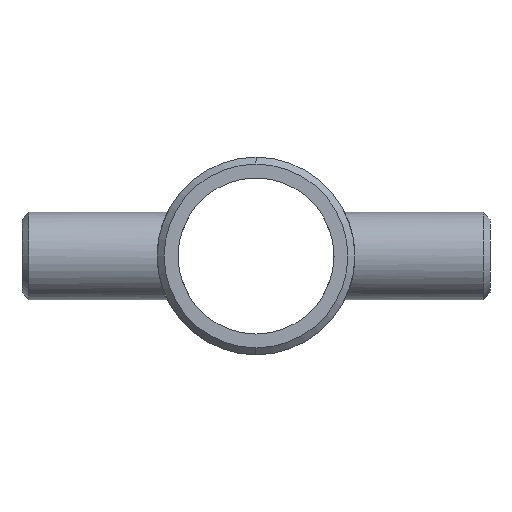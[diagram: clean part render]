
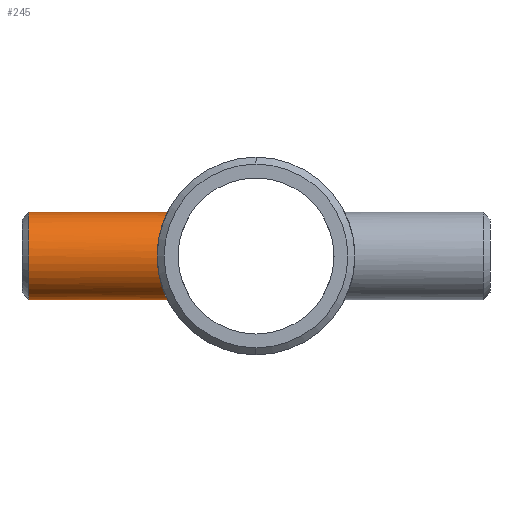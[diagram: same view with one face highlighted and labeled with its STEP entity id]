
A CAD part, left-side view. The second image highlights one B-rep face of the part: STEP entity #245.
In plain terms, the highlighted cylindrical face has radius 10.668 mm (diameter 21.336 mm), a partial arc.
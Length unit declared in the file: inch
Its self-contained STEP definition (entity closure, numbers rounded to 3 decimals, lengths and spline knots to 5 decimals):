
#2 = CARTESIAN_POINT ( 'NONE',  ( -0.21071, 0.8777, 0.36358 ) ) ;
#12 = CARTESIAN_POINT ( 'NONE',  ( 0., 2.18333, 0.42 ) ) ;
#70 = CARTESIAN_POINT ( 'NONE',  ( 0., 0.85212, 0.42 ) ) ;
#74 = CARTESIAN_POINT ( 'NONE',  ( -0.13633, 0.86285, -0.3975 ) ) ;
#84 = CARTESIAN_POINT ( 'NONE',  ( -0.3769, 0.9317, -0.18733 ) ) ;
#88 = CARTESIAN_POINT ( 'NONE',  ( -0.17431, 0.86967, 0.38237 ) ) ;
#99 = FACE_OUTER_BOUND ( 'NONE', #1058, .T. ) ;
#128 = VERTEX_POINT ( 'NONE', #70 ) ;
#129 = LINE ( 'NONE', #656, #771 ) ;
#140 = AXIS2_PLACEMENT_3D ( 'NONE', #1053, #644, #1030 ) ;
#154 = CARTESIAN_POINT ( 'NONE',  ( -0.40561, 0.94372, 0.10986 ) ) ;
#160 = CARTESIAN_POINT ( 'NONE',  ( -0.02815, 0.85212, -0.42 ) ) ;
#166 = CARTESIAN_POINT ( 'NONE',  ( -0.41446, 0.94756, 0.06936 ) ) ;
#170 = CARTESIAN_POINT ( 'NONE',  ( -0.33288, 0.91479, -0.25647 ) ) ;
#176 = VECTOR ( 'NONE', #437, 39.37008 ) ;
#177 = CARTESIAN_POINT ( 'NONE',  ( -0.11028, 0.85879, 0.40623 ) ) ;
#178 = EDGE_CURVE ( 'NONE', #535, #241, #290, .T. ) ;
#184 = CARTESIAN_POINT ( 'NONE',  ( 0., 2.18333, -0.42 ) ) ;
#240 = CARTESIAN_POINT ( 'NONE',  ( -0.40902, 0.94519, -0.09641 ) ) ;
#241 = VERTEX_POINT ( 'NONE', #692 ) ;
#242 = DIRECTION ( 'NONE',  ( 0., -1., 0. ) ) ;
#243 = CARTESIAN_POINT ( 'NONE',  ( -0.34109, 0.91782, -0.24545 ) ) ;
#245 = ADVANCED_FACE ( 'NONE', ( #99 ), #302, .T. ) ;
#249 = CARTESIAN_POINT ( 'NONE',  ( -0.41654, 0.94847, 0.05562 ) ) ;
#254 = CARTESIAN_POINT ( 'NONE',  ( -0.27739, 0.89607, -0.31566 ) ) ;
#257 = CARTESIAN_POINT ( 'NONE',  ( -0.3158, 0.90857, 0.27822 ) ) ;
#265 = CARTESIAN_POINT ( 'NONE',  ( 0., 2.25, -0.42 ) ) ;
#266 = ORIENTED_EDGE ( 'NONE', *, *, #178, .T. ) ;
#288 = EDGE_CURVE ( 'NONE', #241, #128, #763, .T. ) ;
#290 = LINE ( 'NONE', #265, #176 ) ;
#302 = CYLINDRICAL_SURFACE ( 'NONE', #140, 0.42 ) ;
#325 = CARTESIAN_POINT ( 'NONE',  ( -0.18662, 0.87223, 0.37651 ) ) ;
#335 = CARTESIAN_POINT ( 'NONE',  ( -0.2564, 0.8898, -0.33293 ) ) ;
#340 = CARTESIAN_POINT ( 'NONE',  ( -0.41998, 0.94999, -0.02807 ) ) ;
#343 = CARTESIAN_POINT ( 'NONE',  ( 0., 0.85212, 0.42 ) ) ;
#400 = DIRECTION ( 'NONE',  ( 0., -1., 0. ) ) ;
#421 = CARTESIAN_POINT ( 'NONE',  ( -0.39274, 0.93825, -0.14949 ) ) ;
#425 = ORIENTED_EDGE ( 'NONE', *, *, #288, .T. ) ;
#426 = CARTESIAN_POINT ( 'NONE',  ( -0.40557, 0.9437, -0.11003 ) ) ;
#437 = DIRECTION ( 'NONE',  ( 0., -1., 0. ) ) ;
#474 = AXIS2_PLACEMENT_3D ( 'NONE', #660, #400, #744 ) ;
#496 = CARTESIAN_POINT ( 'NONE',  ( -0.39279, 0.93828, 0.14936 ) ) ;
#502 = CARTESIAN_POINT ( 'NONE',  ( -0.24537, 0.88667, -0.34114 ) ) ;
#506 = CARTESIAN_POINT ( 'NONE',  ( -0.10977, 0.85906, -0.40564 ) ) ;
#512 = CARTESIAN_POINT ( 'NONE',  ( -0.05532, 0.85347, 0.41728 ) ) ;
#535 = VERTEX_POINT ( 'NONE', #184 ) ;
#547 = VERTEX_POINT ( 'NONE', #12 ) ;
#574 = CARTESIAN_POINT ( 'NONE',  ( -0.22255, 0.88063, 0.35645 ) ) ;
#577 = CARTESIAN_POINT ( 'NONE',  ( -0.39752, 0.94027, 0.13628 ) ) ;
#581 = EDGE_CURVE ( 'NONE', #547, #128, #129, .T. ) ;
#583 = CARTESIAN_POINT ( 'NONE',  ( -0.364, 0.9265, -0.21132 ) ) ;
#587 = EDGE_CURVE ( 'NONE', #547, #535, #790, .T. ) ;
#590 = CARTESIAN_POINT ( 'NONE',  ( -0.18739, 0.87212, -0.37688 ) ) ;
#594 = CARTESIAN_POINT ( 'NONE',  ( -0.27744, 0.89596, 0.31648 ) ) ;
#619 = ORIENTED_EDGE ( 'NONE', *, *, #587, .T. ) ;
#644 = DIRECTION ( 'NONE',  ( 0., -1., 0. ) ) ;
#656 = CARTESIAN_POINT ( 'NONE',  ( 0., 2.25, 0.42 ) ) ;
#660 = CARTESIAN_POINT ( 'NONE',  ( 0., 2.18333, 0. ) ) ;
#661 = CARTESIAN_POINT ( 'NONE',  ( -0.09636, 0.85744, -0.40903 ) ) ;
#665 = CARTESIAN_POINT ( 'NONE',  ( -0.1494, 0.86502, -0.39277 ) ) ;
#670 = CARTESIAN_POINT ( 'NONE',  ( -0.2874, 0.89923, -0.30656 ) ) ;
#674 = CARTESIAN_POINT ( 'NONE',  ( -0.36375, 0.9264, 0.21173 ) ) ;
#692 = CARTESIAN_POINT ( 'NONE',  ( 0., 0.85212, -0.42 ) ) ;
#744 = DIRECTION ( 'NONE',  ( 0., 0., 1. ) ) ;
#745 = CARTESIAN_POINT ( 'NONE',  ( -0.41931, 0.9497, 0.02777 ) ) ;
#753 = CARTESIAN_POINT ( 'NONE',  ( -0.05575, 0.85351, -0.4172 ) ) ;
#760 = CARTESIAN_POINT ( 'NONE',  ( -0.409, 0.94519, 0.09648 ) ) ;
#763 = B_SPLINE_CURVE_WITH_KNOTS ( 'NONE', 3,
 ( #1095, #160, #753, #661, #506, #74, #665, #590, #833, #502, #335, #254, #670, #1010, #765, #170, #243, #583, #84, #421, #928, #426, #240, #925, #340, #998, #745, #249, #166, #760, #154, #577, #496, #1099, #674, #1016, #257, #594, #995, #574, #2, #325, #88, #931, #177, #512, #847, #343 ),
 .UNSPECIFIED., .F., .F.,
 ( 4, 2, 2, 2, 2, 2, 2, 2, 2, 2, 2, 2, 2, 2, 2, 2, 2, 2, 2, 2, 2, 2, 2, 4 ),
 ( 0., 0.00211, 0.00317, 0.00422, 0.00634, 0.00739, 0.00845, 0.0095, 0.01056, 0.01267, 0.01373, 0.01478, 0.0169, 0.01795, 0.01901, 0.02006, 0.02112, 0.02323, 0.02535, 0.02746, 0.02851, 0.02957, 0.03168, 0.03379 ),
 .UNSPECIFIED. ) ;
#765 = CARTESIAN_POINT ( 'NONE',  ( -0.31561, 0.90865, -0.27744 ) ) ;
#771 = VECTOR ( 'NONE', #242, 39.37008 ) ;
#790 = CIRCLE ( 'NONE', #474, 0.42 ) ;
#833 = CARTESIAN_POINT ( 'NONE',  ( -0.21135, 0.87766, -0.36397 ) ) ;
#847 = CARTESIAN_POINT ( 'NONE',  ( -0.02771, 0.85212, 0.42 ) ) ;
#925 = CARTESIAN_POINT ( 'NONE',  ( -0.41723, 0.94877, -0.05559 ) ) ;
#928 = CARTESIAN_POINT ( 'NONE',  ( -0.39742, 0.94023, -0.13655 ) ) ;
#931 = CARTESIAN_POINT ( 'NONE',  ( -0.13654, 0.86263, 0.39812 ) ) ;
#963 = ORIENTED_EDGE ( 'NONE', *, *, #581, .F. ) ;
#995 = CARTESIAN_POINT ( 'NONE',  ( -0.25656, 0.88963, 0.33365 ) ) ;
#998 = CARTESIAN_POINT ( 'NONE',  ( -0.42001, 0.95, 0.01368 ) ) ;
#1010 = CARTESIAN_POINT ( 'NONE',  ( -0.30652, 0.90552, -0.28745 ) ) ;
#1016 = CARTESIAN_POINT ( 'NONE',  ( -0.33337, 0.9149, 0.25692 ) ) ;
#1030 = DIRECTION ( 'NONE',  ( 0., 0., -1. ) ) ;
#1053 = CARTESIAN_POINT ( 'NONE',  ( 0., 2.25, 0. ) ) ;
#1058 = EDGE_LOOP ( 'NONE', ( #963, #619, #266, #425 ) ) ;
#1095 = CARTESIAN_POINT ( 'NONE',  ( 0., 0.85212, -0.42 ) ) ;
#1099 = CARTESIAN_POINT ( 'NONE',  ( -0.37674, 0.93163, 0.18771 ) ) ;
